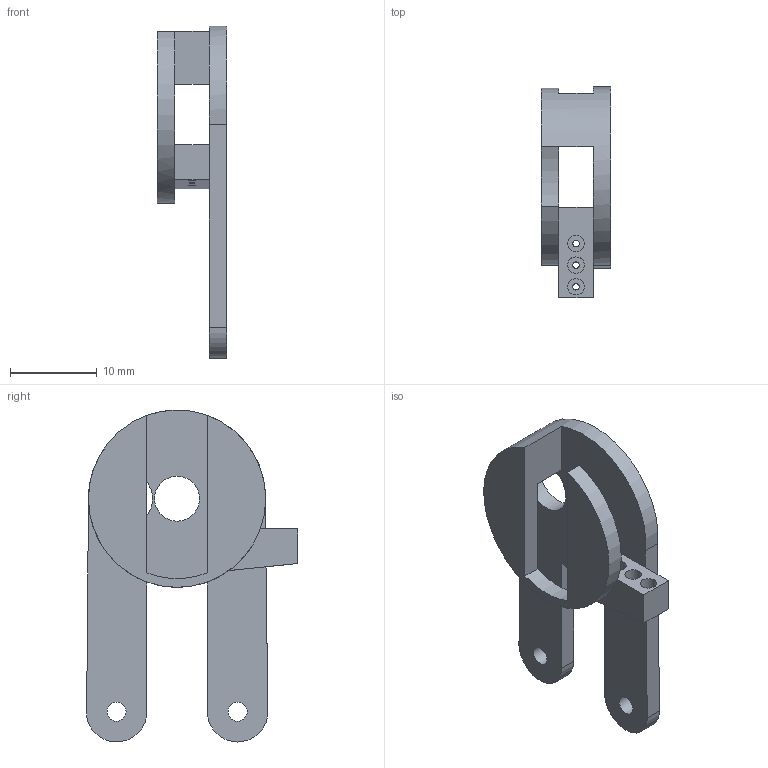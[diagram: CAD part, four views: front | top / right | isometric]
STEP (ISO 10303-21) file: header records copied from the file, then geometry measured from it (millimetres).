
FILE_DESCRIPTION(/* description */ ('STEP AP242','CAx-IF Rec.Pracs.---Representation and Presentation of Product Manufacturing Information (PMI)---4.0---2014-10-13','CAx-IF Rec.Pracs.---3D Tessellated Geometry---0.4---2014-09-14','2;1'),/* implementation_level */ '2;1');
FILE_NAME(/* name */ '68521d6ca033cf7288cd5180',/* time_stamp */ '2025-06-18T01:59:08Z',/* author */ (''),/* organization */ (''),/* preprocessor_version */ 'ST-DEVELOPER v20',/* originating_system */ 'ONSHAPE BY PTC INC, 1.199',/* authorisation */ ' ');
FILE_SCHEMA (('AP242_MANAGED_MODEL_BASED_3D_ENGINEERING_MIM_LF { 1 0 10303 442 1 1 4 }'));
Length unit declared in the file: metre
Products named in the file (1): Controller Connection Piece
Bounding box: 8 x 24.45 x 38.38 mm (x, y, z)
Volume: 1748.3 mm3; surface area: 2288.2 mm2
Topology: 1 solids, 1 shells, 35 faces, 94 edges, 62 vertices
Faces by surface type: plane 20, cylinder 15
Full cylindrical faces by diameter (mm): 0.75 x3, 1.9 x3, 2.2 x2, 5.2 x1, 6.35 x1
Entity records: 1084 total; most frequent: DIRECTION 188, CARTESIAN_POINT 176, ORIENTED_EDGE 162, EDGE_CURVE 81, AXIS2_PLACEMENT_3D 71, EDGE_LOOP 62, FACE_BOUND 62, VERTEX_POINT 59
